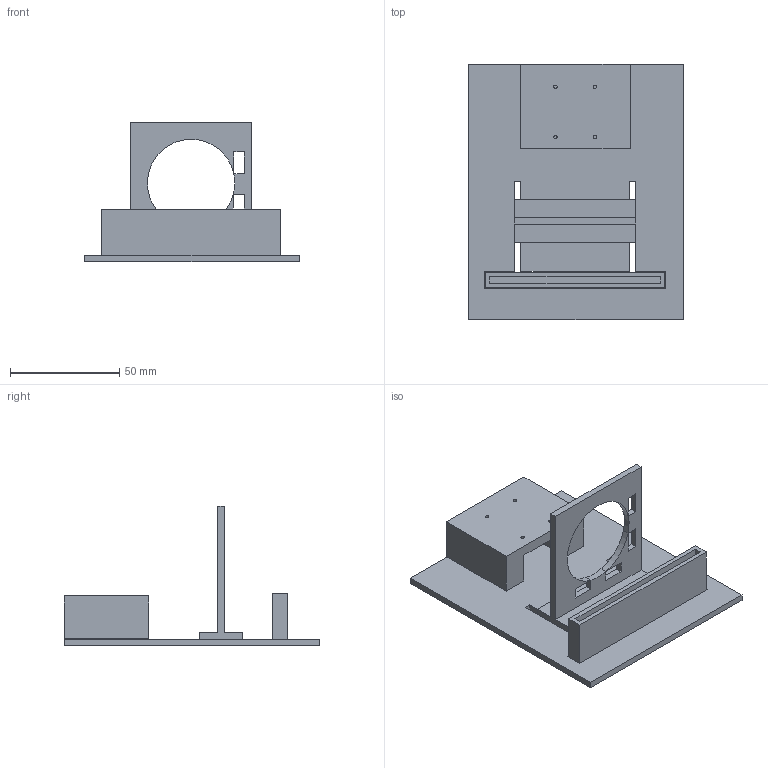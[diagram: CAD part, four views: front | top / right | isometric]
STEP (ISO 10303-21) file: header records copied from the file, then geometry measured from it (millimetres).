
FILE_DESCRIPTION(/* description */ (''),/* implementation_level */ '2;1');
FILE_NAME(/* name */ 'Camera horizontal setup v14.step',/* time_stamp */ '2022-11-20T13:12:53+02:00',/* author */ (''),/* organization */ (''),/* preprocessor_version */ 'ST-DEVELOPER v19.2',/* originating_system */ 'Autodesk Translation Framework v11.17.0.187',/* authorisation */ '');
FILE_SCHEMA (('AUTOMOTIVE_DESIGN { 1 0 10303 214 3 1 1 }'));
Length unit declared in the file: millimetre
Products named in the file (1): Camera horizontal setup
Bounding box: 97.92 x 116.85 x 63.71 mm (x, y, z)
Volume: 72293.8 mm3; surface area: 47348.8 mm2
Topology: 4 solids, 4 shells, 77 faces, 204 edges, 128 vertices
Faces by surface type: plane 69, cylinder 8
Full cylindrical faces by diameter (mm): 1.6 x4
Entity records: 2381 total; most frequent: CARTESIAN_POINT 410, ORIENTED_EDGE 408, DIRECTION 376, EDGE_CURVE 204, LINE 188, VECTOR 188, VERTEX_POINT 128, AXIS2_PLACEMENT_3D 94
